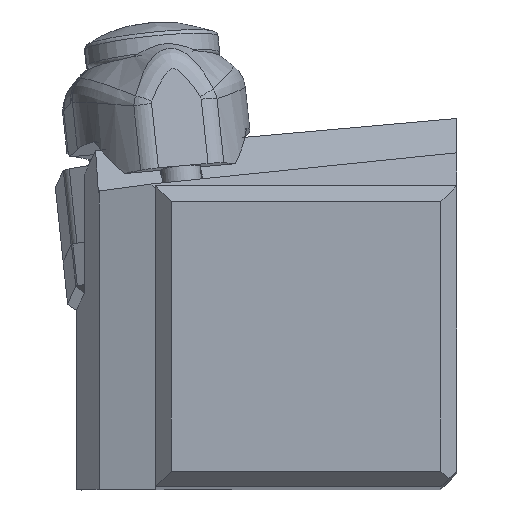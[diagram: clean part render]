
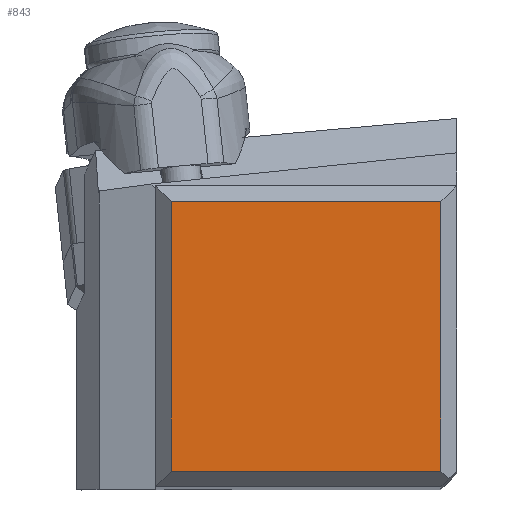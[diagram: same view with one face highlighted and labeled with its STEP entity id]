
A CAD part, top view. The second image highlights one B-rep face of the part: STEP entity #843.
In plain terms, the highlighted planar face has unit normal (0, 0, 1).
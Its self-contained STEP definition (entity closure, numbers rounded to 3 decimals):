
#576=FACE_OUTER_BOUND('',#1218,.T.);
#843=ADVANCED_FACE('',(#576),#1087,.T.);
#1087=PLANE('',#5378);
#1218=EDGE_LOOP('',(#1873,#1874,#1875,#1876));
#1873=ORIENTED_EDGE('',*,*,#3754,.T.);
#1874=ORIENTED_EDGE('',*,*,#3753,.F.);
#1875=ORIENTED_EDGE('',*,*,#3744,.T.);
#1876=ORIENTED_EDGE('',*,*,#3742,.T.);
#3151=VERTEX_POINT('',#7470);
#3152=VERTEX_POINT('',#7472);
#3153=VERTEX_POINT('',#7476);
#3156=VERTEX_POINT('',#7492);
#3742=EDGE_CURVE('',#3152,#3151,#4747,.T.);
#3744=EDGE_CURVE('',#3153,#3152,#4749,.T.);
#3753=EDGE_CURVE('',#3153,#3156,#4758,.T.);
#3754=EDGE_CURVE('',#3151,#3156,#4759,.T.);
#4747=LINE('',#7471,#5012);
#4749=LINE('',#7475,#5014);
#4758=LINE('',#7493,#5023);
#4759=LINE('',#7495,#5024);
#5012=VECTOR('',#6176,1.);
#5014=VECTOR('',#6180,1.);
#5023=VECTOR('',#6199,1.);
#5024=VECTOR('',#6202,1.);
#5378=AXIS2_PLACEMENT_3D('',#7496,#6203,#6204);
#6176=DIRECTION('',(1.,0.,0.));
#6180=DIRECTION('',(0.,-1.,0.));
#6199=DIRECTION('',(1.,0.,0.));
#6202=DIRECTION('',(0.,1.,0.));
#6203=DIRECTION('',(0.,0.,1.));
#6204=DIRECTION('',(-1.,0.,0.));
#7470=CARTESIAN_POINT('',(-1.,1.,0.));
#7471=CARTESIAN_POINT('',(-18.05,1.,0.));
#7472=CARTESIAN_POINT('',(-18.05,1.,0.));
#7475=CARTESIAN_POINT('',(-18.05,18.05,0.));
#7476=CARTESIAN_POINT('',(-18.05,18.05,0.));
#7492=CARTESIAN_POINT('',(-1.,18.05,0.));
#7493=CARTESIAN_POINT('',(-18.05,18.05,0.));
#7495=CARTESIAN_POINT('',(-1.,1.,0.));
#7496=CARTESIAN_POINT('',(-9.525,9.525,0.));
